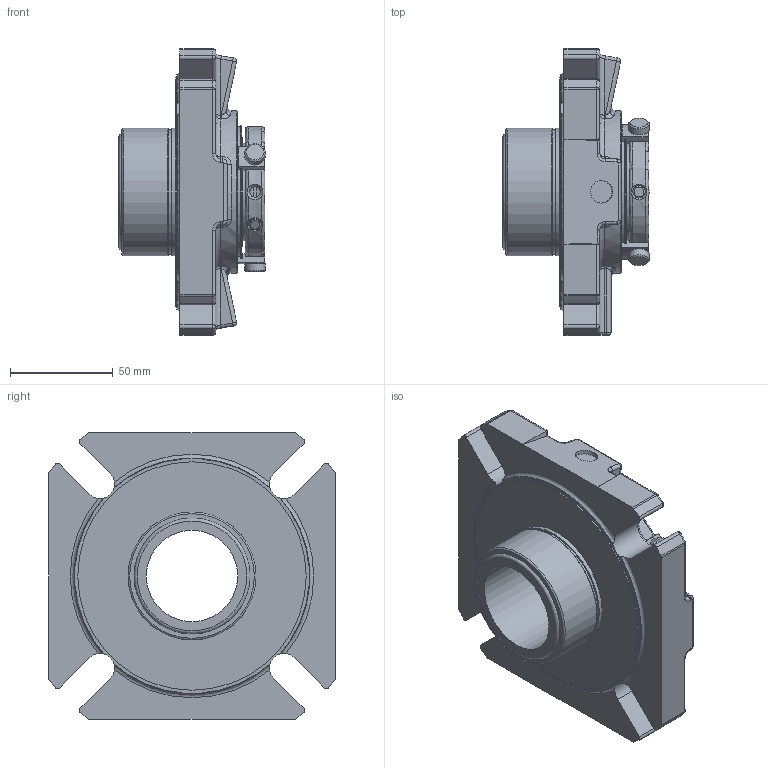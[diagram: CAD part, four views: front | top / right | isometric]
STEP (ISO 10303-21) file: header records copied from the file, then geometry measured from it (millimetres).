
FILE_DESCRIPTION(/* description */ ('Unknown'),/* implementation_level */ '2;1');
FILE_NAME(/* name */ '1.750 CURC ANSI SEAL ARRANGEMENT',/* time_stamp */ '2023-05-16T14:56:25+01:00',/* author */ ('Unknown'),/* organization */ ('Unknown'),/* preprocessor_version */ 'ST-DEVELOPER v18.102',/* originating_system */ 'Solid Edge',/* authorisation */ 'Unknown');
FILE_SCHEMA (('AUTOMOTIVE_DESIGN {1 0 10303 214 3 1 1}'));
Length unit declared in the file: millimetre
Products named in the file (1): 1.750
Bounding box: 71.27 x 139.5 x 139.5 mm (x, y, z)
Volume: 408254.8 mm3; surface area: 70763.1 mm2
Topology: 1 solids, 1 shells, 486 faces, 1205 edges, 742 vertices
Faces by surface type: plane 170, cylinder 146, bspline 72, torus 60, cone 22, sphere 16
Full cylindrical faces by diameter (mm): 5 x2, 6 x6, 10 x3, 11 x3, 44.45 x1, 47.6 x1, 52.959 x1, 56.388 x1, 60.401 x1, 62.179 x1, 62.23 x1, 63.449 x1, 64.973 x1, 79 x1, 111.125 x1
Entity records: 19454 total; most frequent: CARTESIAN_POINT 5371, ORIENTED_EDGE 2208, DIRECTION 2127, EDGE_CURVE 1104, AXIS2_PLACEMENT_3D 821, VERTEX_POINT 709, EDGE_LOOP 577, FACE_BOUND 577
